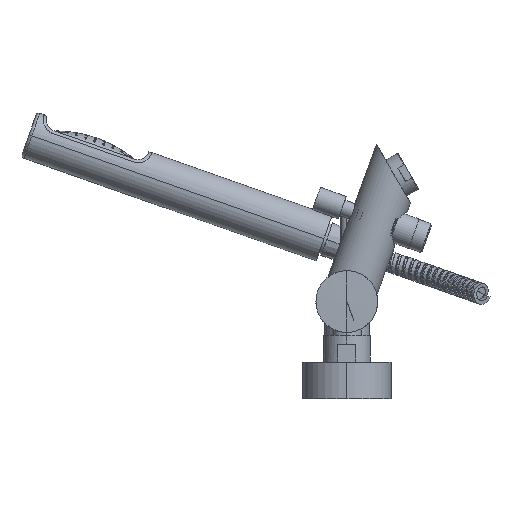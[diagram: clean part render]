
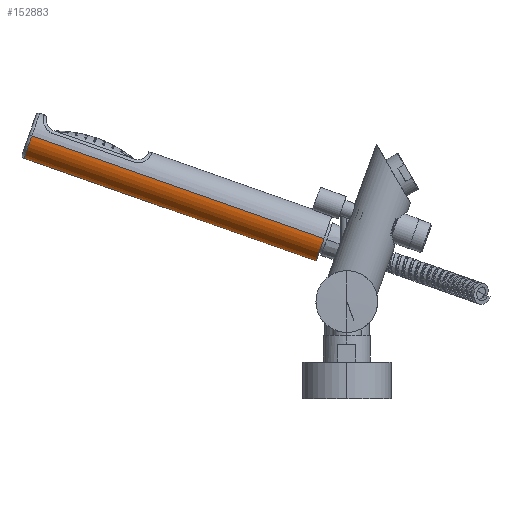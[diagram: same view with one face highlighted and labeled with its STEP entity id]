
A CAD part, left-side view. The second image highlights one B-rep face of the part: STEP entity #152883.
In plain terms, the highlighted cylindrical face has radius 16 mm (diameter 32 mm), a partial arc.
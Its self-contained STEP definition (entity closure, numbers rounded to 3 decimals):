
#146867=CARTESIAN_POINT('',(320.,15.394,42.355));
#146868=DIRECTION('',(0.,0.943,0.332));
#146869=DIRECTION('',(1.,0.,0.));
#146870=AXIS2_PLACEMENT_3D('',#146867,#146868,#146869);
#146887=CARTESIAN_POINT('',(320.,211.602,111.397));
#146888=DIRECTION('',(0.,0.943,0.332));
#146889=DIRECTION('',(1.,0.,0.));
#146890=AXIS2_PLACEMENT_3D('',#146887,#146888,#146889);
#146892=DIRECTION('',(0.,0.943,0.332));
#146893=VECTOR('',#146892,208.);
#146894=CARTESIAN_POINT('',(336.,15.394,42.355));
#146895=LINE('',#146894,#146893);
#146921=DIRECTION('',(0.,0.943,0.332));
#146922=VECTOR('',#146921,208.);
#146923=CARTESIAN_POINT('',(304.,15.394,42.355));
#146924=LINE('',#146923,#146922);
#152181=CARTESIAN_POINT('',(336.,15.394,42.355));
#152182=CARTESIAN_POINT('',(304.,15.394,42.355));
#152183=VERTEX_POINT('',#152181);
#152184=VERTEX_POINT('',#152182);
#152197=CARTESIAN_POINT('',(304.,211.602,111.397));
#152198=CARTESIAN_POINT('',(336.,211.602,111.397));
#152199=VERTEX_POINT('',#152197);
#152200=VERTEX_POINT('',#152198);
#152869=CARTESIAN_POINT('',(320.,15.394,42.355));
#152870=DIRECTION('',(0.,0.943,0.332));
#152871=DIRECTION('',(1.,0.,0.));
#152872=AXIS2_PLACEMENT_3D('',#152869,#152870,#152871);
#152873=CYLINDRICAL_SURFACE('',#152872,16.);
#152875=ORIENTED_EDGE('',*,*,#152874,.T.);
#152877=ORIENTED_EDGE('',*,*,#152876,.F.);
#152878=ORIENTED_EDGE('',*,*,#152850,.F.);
#152880=ORIENTED_EDGE('',*,*,#152879,.T.);
#152881=EDGE_LOOP('',(#152875,#152877,#152878,#152880));
#152882=FACE_OUTER_BOUND('',#152881,.F.);
#152883=ADVANCED_FACE('',(#152882),#152873,.T.);
#146871=CIRCLE('',#146870,16.);
#146891=CIRCLE('',#146890,16.);
#152850=EDGE_CURVE('',#152183,#152184,#146871,.T.);
#152874=EDGE_CURVE('',#152200,#152199,#146891,.T.);
#152876=EDGE_CURVE('',#152184,#152199,#146924,.T.);
#152879=EDGE_CURVE('',#152183,#152200,#146895,.T.);
